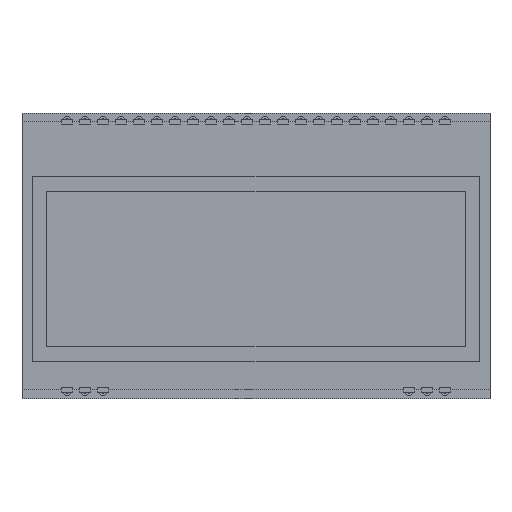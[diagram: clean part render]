
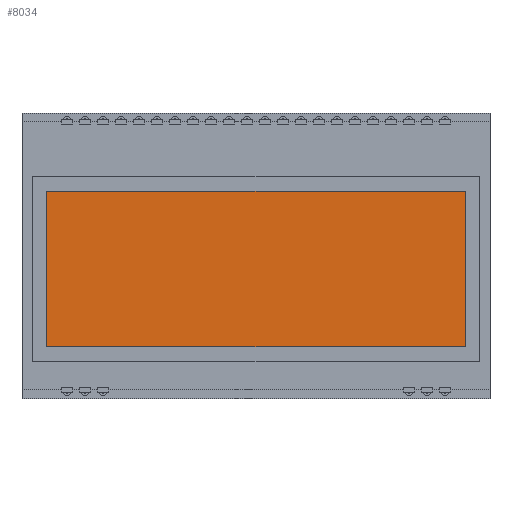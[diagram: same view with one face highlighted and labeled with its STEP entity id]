
A CAD part, top view. The second image highlights one B-rep face of the part: STEP entity #8034.
In plain terms, the highlighted planar face has unit normal (0, 0, 1).
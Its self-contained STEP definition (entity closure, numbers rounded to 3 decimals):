
#820=FACE_OUTER_BOUND('',#1309,.T.);
#1309=EDGE_LOOP('',(#6584,#6585,#6586,#6587));
#2310=LINE('',#12652,#3210);
#2313=LINE('',#12658,#3213);
#2316=LINE('',#12664,#3216);
#2319=LINE('',#12668,#3219);
#3210=VECTOR('',#10251,10.);
#3213=VECTOR('',#10256,10.);
#3216=VECTOR('',#10261,10.);
#3219=VECTOR('',#10266,10.);
#3882=VERTEX_POINT('',#12649);
#3883=VERTEX_POINT('',#12651);
#3885=VERTEX_POINT('',#12657);
#3887=VERTEX_POINT('',#12663);
#4822=EDGE_CURVE('',#3883,#3882,#2310,.T.);
#4825=EDGE_CURVE('',#3885,#3883,#2313,.T.);
#4828=EDGE_CURVE('',#3887,#3885,#2316,.T.);
#4831=EDGE_CURVE('',#3882,#3887,#2319,.T.);
#6584=ORIENTED_EDGE('',*,*,#4831,.T.);
#6585=ORIENTED_EDGE('',*,*,#4828,.T.);
#6586=ORIENTED_EDGE('',*,*,#4825,.T.);
#6587=ORIENTED_EDGE('',*,*,#4822,.T.);
#7629=PLANE('',#8614);
#8034=ADVANCED_FACE('',(#820),#7629,.T.);
#8614=AXIS2_PLACEMENT_3D('',#12669,#10267,#10268);
#10251=DIRECTION('',(-1.,0.,0.));
#10256=DIRECTION('',(0.,1.,0.));
#10261=DIRECTION('',(1.,0.,0.));
#10266=DIRECTION('',(0.,-1.,0.));
#10267=DIRECTION('center_axis',(0.,0.,1.));
#10268=DIRECTION('ref_axis',(1.,0.,0.));
#12649=CARTESIAN_POINT('',(-29.502,10.963,1.));
#12651=CARTESIAN_POINT('',(29.502,10.963,1.));
#12652=CARTESIAN_POINT('',(29.502,10.963,1.));
#12657=CARTESIAN_POINT('',(29.502,-10.963,1.));
#12658=CARTESIAN_POINT('',(29.502,-10.963,1.));
#12663=CARTESIAN_POINT('',(-29.502,-10.963,1.));
#12664=CARTESIAN_POINT('',(-29.502,-10.963,1.));
#12668=CARTESIAN_POINT('',(-29.502,10.963,1.));
#12669=CARTESIAN_POINT('Origin',(0.,0.,1.));
